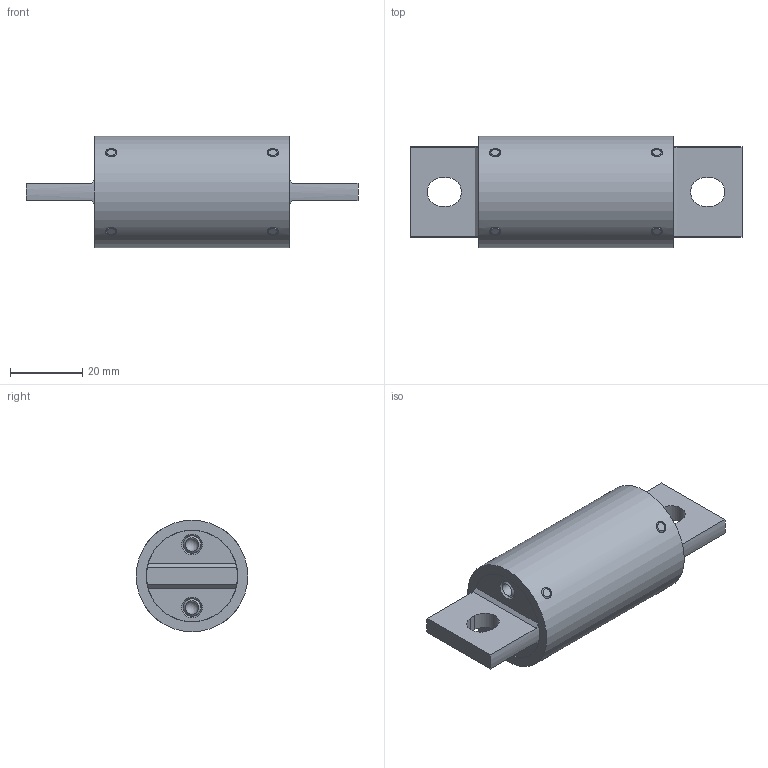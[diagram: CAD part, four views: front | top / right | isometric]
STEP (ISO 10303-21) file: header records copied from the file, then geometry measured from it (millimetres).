
FILE_DESCRIPTION (( 'STEP AP214' ), '1' );
FILE_NAME ('24348rev-.STEP', '2013-11-21T20:24:22', ( '' ), ( '' ), 'SwSTEP 2.0', 'SolidWorks 2013', '' );
FILE_SCHEMA (( 'AUTOMOTIVE_DESIGN' ));
Length unit declared in the file: inch
Products named in the file (1): 24348rev-
Bounding box: 92.08 x 30.96 x 30.96 mm (x, y, z)
Volume: 25457.7 mm3; surface area: 17710.4 mm2
Topology: 15 solids, 15 shells, 808 faces, 2196 edges, 1420 vertices
Faces by surface type: cylinder 280, plane 248, sphere 152, bspline 96, cone 32
Full cylindrical faces by diameter (mm): 3.175 x16, 3.708 x4, 4.775 x4, 4.877 x4, 25.324 x2, 25.4 x1, 30.963 x1
Entity records: 43250 total; most frequent: CARTESIAN_POINT 14681, ORIENTED_EDGE 4164, DIRECTION 3042, EDGE_CURVE 2082, VERTEX_POINT 1386, AXIS2_PLACEMENT_3D 1243, EDGE_LOOP 920, B_SPLINE_CURVE_WITH_KNOTS 844
